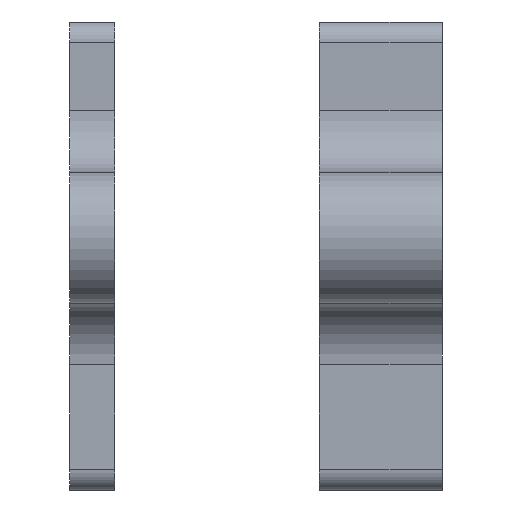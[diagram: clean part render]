
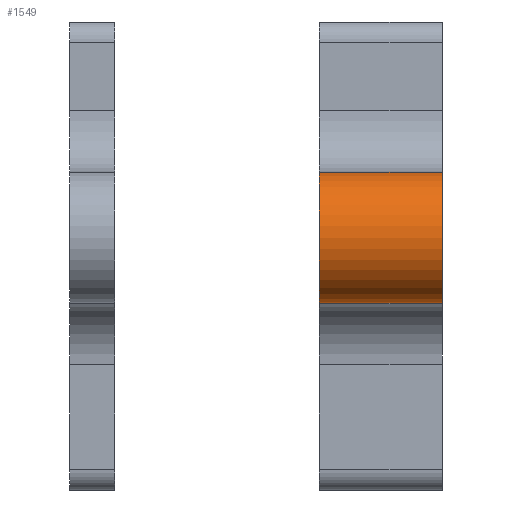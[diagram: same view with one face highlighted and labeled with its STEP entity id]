
A CAD part, left-side view. The second image highlights one B-rep face of the part: STEP entity #1549.
In plain terms, the highlighted cylindrical face has radius 3.2 mm (diameter 6.4 mm), a partial arc.
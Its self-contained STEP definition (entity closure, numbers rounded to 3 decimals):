
#58 = CIRCLE ( 'NONE', #1518, 3.2 ) ;
#92 = CARTESIAN_POINT ( 'NONE',  ( -39.6, 5., 0. ) ) ;
#160 = CIRCLE ( 'NONE', #2567, 3.2 ) ;
#188 = CARTESIAN_POINT ( 'NONE',  ( -39.6, 5., -3.2 ) ) ;
#206 = CYLINDRICAL_SURFACE ( 'NONE', #1509, 3.2 ) ;
#360 = EDGE_CURVE ( 'NONE', #1010, #922, #160, .T. ) ;
#474 = VERTEX_POINT ( 'NONE', #1341 ) ;
#610 = DIRECTION ( 'NONE',  ( 0., 1., 0. ) ) ;
#657 = FACE_OUTER_BOUND ( 'NONE', #1366, .T. ) ;
#688 = VECTOR ( 'NONE', #2059, 1000. ) ;
#814 = EDGE_CURVE ( 'NONE', #1010, #2566, #2670, .T. ) ;
#922 = VERTEX_POINT ( 'NONE', #1545 ) ;
#962 = ORIENTED_EDGE ( 'NONE', *, *, #2580, .T. ) ;
#1010 = VERTEX_POINT ( 'NONE', #2586 ) ;
#1017 = DIRECTION ( 'NONE',  ( 0., 1., 0. ) ) ;
#1026 = ORIENTED_EDGE ( 'NONE', *, *, #2810, .F. ) ;
#1128 = DIRECTION ( 'NONE',  ( 0., 0., 1. ) ) ;
#1170 = LINE ( 'NONE', #1800, #688 ) ;
#1177 = VECTOR ( 'NONE', #1017, 1000. ) ;
#1295 = DIRECTION ( 'NONE',  ( 0., 1., 0. ) ) ;
#1310 = DIRECTION ( 'NONE',  ( 0., 0., -1. ) ) ;
#1341 = CARTESIAN_POINT ( 'NONE',  ( -39.6, 5., 3.2 ) ) ;
#1366 = EDGE_LOOP ( 'NONE', ( #2816, #2850, #962, #1026 ) ) ;
#1509 = AXIS2_PLACEMENT_3D ( 'NONE', #1593, #2544, #1128 ) ;
#1518 = AXIS2_PLACEMENT_3D ( 'NONE', #92, #1295, #1723 ) ;
#1545 = CARTESIAN_POINT ( 'NONE',  ( -39.6, -1., 3.2 ) ) ;
#1549 = ADVANCED_FACE ( 'NONE', ( #657 ), #206, .T. ) ;
#1593 = CARTESIAN_POINT ( 'NONE',  ( -39.6, -14.864, 0. ) ) ;
#1723 = DIRECTION ( 'NONE',  ( 0., 0., 1. ) ) ;
#1800 = CARTESIAN_POINT ( 'NONE',  ( -39.6, -14.864, 3.2 ) ) ;
#2059 = DIRECTION ( 'NONE',  ( 0., 1., 0. ) ) ;
#2203 = CARTESIAN_POINT ( 'NONE',  ( -39.6, -14.864, -3.2 ) ) ;
#2544 = DIRECTION ( 'NONE',  ( 0., 1., 0. ) ) ;
#2566 = VERTEX_POINT ( 'NONE', #188 ) ;
#2567 = AXIS2_PLACEMENT_3D ( 'NONE', #2714, #610, #1310 ) ;
#2580 = EDGE_CURVE ( 'NONE', #922, #474, #1170, .T. ) ;
#2586 = CARTESIAN_POINT ( 'NONE',  ( -39.6, -1., -3.2 ) ) ;
#2670 = LINE ( 'NONE', #2203, #1177 ) ;
#2714 = CARTESIAN_POINT ( 'NONE',  ( -39.6, -1., 0. ) ) ;
#2810 = EDGE_CURVE ( 'NONE', #2566, #474, #58, .T. ) ;
#2816 = ORIENTED_EDGE ( 'NONE', *, *, #814, .F. ) ;
#2850 = ORIENTED_EDGE ( 'NONE', *, *, #360, .T. ) ;
